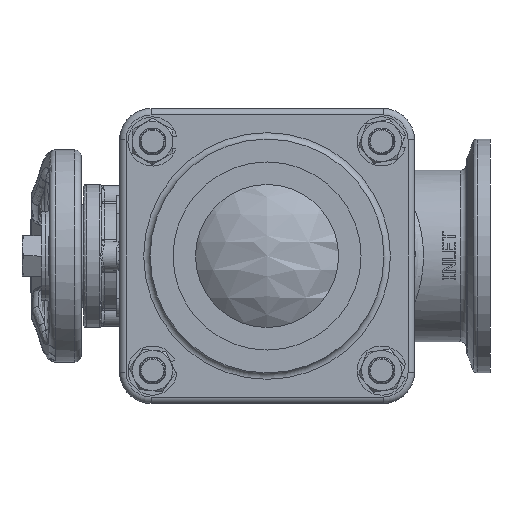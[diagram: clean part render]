
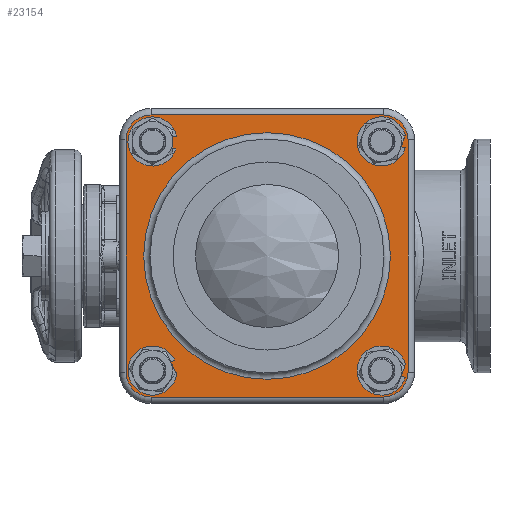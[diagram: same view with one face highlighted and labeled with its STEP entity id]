
A CAD part, left-side view. The second image highlights one B-rep face of the part: STEP entity #23154.
In plain terms, the highlighted face is planar.
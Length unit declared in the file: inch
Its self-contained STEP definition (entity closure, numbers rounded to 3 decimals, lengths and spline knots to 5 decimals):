
#529=FACE_BOUND('',#3678,.T.);
#530=FACE_BOUND('',#3679,.T.);
#531=FACE_BOUND('',#3680,.T.);
#532=FACE_BOUND('',#3681,.T.);
#533=FACE_BOUND('',#3682,.T.);
#1179=CIRCLE('',#25293,0.219);
#1184=CIRCLE('',#25300,0.219);
#1216=CIRCLE('',#25348,1.725);
#1217=CIRCLE('',#25350,0.35);
#1218=CIRCLE('',#25351,0.35);
#1219=CIRCLE('',#25352,0.35);
#1220=CIRCLE('',#25353,0.35);
#1221=CIRCLE('',#25354,0.219);
#1222=CIRCLE('',#25355,0.219);
#2288=FACE_OUTER_BOUND('',#3677,.T.);
#3677=EDGE_LOOP('',(#16889,#16890,#16891,#16892,#16893,#16894,#16895,#16896));
#3678=EDGE_LOOP('',(#16897));
#3679=EDGE_LOOP('',(#16898));
#3680=EDGE_LOOP('',(#16899));
#3681=EDGE_LOOP('',(#16900));
#3682=EDGE_LOOP('',(#16901));
#5713=LINE('',#36658,#7735);
#5714=LINE('',#36662,#7736);
#5715=LINE('',#36666,#7737);
#5716=LINE('',#36670,#7738);
#7735=VECTOR('',#28663,0.3937);
#7736=VECTOR('',#28666,0.3937);
#7737=VECTOR('',#28669,0.3937);
#7738=VECTOR('',#28672,0.3937);
#9902=VERTEX_POINT('',#36550);
#9908=VERTEX_POINT('',#36567);
#9934=VERTEX_POINT('',#36652);
#9935=VERTEX_POINT('',#36656);
#9936=VERTEX_POINT('',#36657);
#9937=VERTEX_POINT('',#36659);
#9938=VERTEX_POINT('',#36661);
#9939=VERTEX_POINT('',#36663);
#9940=VERTEX_POINT('',#36665);
#9941=VERTEX_POINT('',#36667);
#9942=VERTEX_POINT('',#36669);
#9943=VERTEX_POINT('',#36672);
#9944=VERTEX_POINT('',#36674);
#12465=EDGE_CURVE('',#9902,#9902,#1179,.T.);
#12474=EDGE_CURVE('',#9908,#9908,#1184,.T.);
#12517=EDGE_CURVE('',#9934,#9934,#1216,.T.);
#12518=EDGE_CURVE('',#9935,#9936,#5713,.T.);
#12519=EDGE_CURVE('',#9937,#9935,#1217,.T.);
#12520=EDGE_CURVE('',#9938,#9937,#5714,.T.);
#12521=EDGE_CURVE('',#9939,#9938,#1218,.T.);
#12522=EDGE_CURVE('',#9940,#9939,#5715,.T.);
#12523=EDGE_CURVE('',#9941,#9940,#1219,.T.);
#12524=EDGE_CURVE('',#9942,#9941,#5716,.T.);
#12525=EDGE_CURVE('',#9936,#9942,#1220,.T.);
#12526=EDGE_CURVE('',#9943,#9943,#1221,.T.);
#12527=EDGE_CURVE('',#9944,#9944,#1222,.T.);
#16889=ORIENTED_EDGE('',*,*,#12518,.F.);
#16890=ORIENTED_EDGE('',*,*,#12519,.F.);
#16891=ORIENTED_EDGE('',*,*,#12520,.F.);
#16892=ORIENTED_EDGE('',*,*,#12521,.F.);
#16893=ORIENTED_EDGE('',*,*,#12522,.F.);
#16894=ORIENTED_EDGE('',*,*,#12523,.F.);
#16895=ORIENTED_EDGE('',*,*,#12524,.F.);
#16896=ORIENTED_EDGE('',*,*,#12525,.F.);
#16897=ORIENTED_EDGE('',*,*,#12526,.T.);
#16898=ORIENTED_EDGE('',*,*,#12465,.T.);
#16899=ORIENTED_EDGE('',*,*,#12474,.T.);
#16900=ORIENTED_EDGE('',*,*,#12527,.T.);
#16901=ORIENTED_EDGE('',*,*,#12517,.F.);
#22261=PLANE('',#25349);
#23154=ADVANCED_FACE('',(#2288,#529,#530,#531,#532,#533),#22261,.T.);
#25293=AXIS2_PLACEMENT_3D('',#36552,#28534,#28535);
#25300=AXIS2_PLACEMENT_3D('',#36569,#28552,#28553);
#25348=AXIS2_PLACEMENT_3D('',#36654,#28659,#28660);
#25349=AXIS2_PLACEMENT_3D('',#36655,#28661,#28662);
#25350=AXIS2_PLACEMENT_3D('',#36660,#28664,#28665);
#25351=AXIS2_PLACEMENT_3D('',#36664,#28667,#28668);
#25352=AXIS2_PLACEMENT_3D('',#36668,#28670,#28671);
#25353=AXIS2_PLACEMENT_3D('',#36671,#28673,#28674);
#25354=AXIS2_PLACEMENT_3D('',#36673,#28675,#28676);
#25355=AXIS2_PLACEMENT_3D('',#36675,#28677,#28678);
#28534=DIRECTION('center_axis',(0.,-1.,0.));
#28535=DIRECTION('ref_axis',(1.,0.,0.));
#28552=DIRECTION('center_axis',(0.,-1.,0.));
#28553=DIRECTION('ref_axis',(1.,0.,0.));
#28659=DIRECTION('center_axis',(0.,1.,0.));
#28660=DIRECTION('ref_axis',(1.,0.,0.));
#28661=DIRECTION('center_axis',(0.,1.,0.));
#28662=DIRECTION('ref_axis',(0.,0.,1.));
#28663=DIRECTION('',(0.,0.,-1.));
#28664=DIRECTION('center_axis',(0.,-1.,0.));
#28665=DIRECTION('ref_axis',(-0.707,0.,0.707));
#28666=DIRECTION('',(-1.,0.,0.));
#28667=DIRECTION('center_axis',(0.,-1.,0.));
#28668=DIRECTION('ref_axis',(0.707,0.,0.707));
#28669=DIRECTION('',(0.,0.,1.));
#28670=DIRECTION('center_axis',(0.,-1.,0.));
#28671=DIRECTION('ref_axis',(0.707,0.,-0.707));
#28672=DIRECTION('',(1.,0.,0.));
#28673=DIRECTION('center_axis',(0.,-1.,0.));
#28674=DIRECTION('ref_axis',(-0.707,0.,-0.707));
#28675=DIRECTION('center_axis',(0.,-1.,0.));
#28676=DIRECTION('ref_axis',(1.,0.,0.));
#28677=DIRECTION('center_axis',(0.,-1.,0.));
#28678=DIRECTION('ref_axis',(1.,0.,0.));
#36550=CARTESIAN_POINT('',(-1.82095,0.72,-1.60195));
#36552=CARTESIAN_POINT('Origin',(-1.60195,0.72,-1.60195));
#36567=CARTESIAN_POINT('',(-1.82095,0.72,1.60195));
#36569=CARTESIAN_POINT('Origin',(-1.60195,0.72,1.60195));
#36652=CARTESIAN_POINT('',(0.,0.72,1.725));
#36654=CARTESIAN_POINT('Origin',(0.,0.72,0.));
#36655=CARTESIAN_POINT('Origin',(0.,0.72,0.));
#36656=CARTESIAN_POINT('',(-1.9725,0.72,1.6225));
#36657=CARTESIAN_POINT('',(-1.9725,0.72,-1.6225));
#36658=CARTESIAN_POINT('',(-1.9725,0.72,1.03125));
#36659=CARTESIAN_POINT('',(-1.6225,0.72,1.9725));
#36660=CARTESIAN_POINT('Origin',(-1.6225,0.72,1.6225));
#36661=CARTESIAN_POINT('',(1.6225,0.72,1.9725));
#36662=CARTESIAN_POINT('',(1.03125,0.72,1.9725));
#36663=CARTESIAN_POINT('',(1.9725,0.72,1.6225));
#36664=CARTESIAN_POINT('Origin',(1.6225,0.72,1.6225));
#36665=CARTESIAN_POINT('',(1.9725,0.72,-1.6225));
#36666=CARTESIAN_POINT('',(1.9725,0.72,-1.03125));
#36667=CARTESIAN_POINT('',(1.6225,0.72,-1.9725));
#36668=CARTESIAN_POINT('Origin',(1.6225,0.72,-1.6225));
#36669=CARTESIAN_POINT('',(-1.6225,0.72,-1.9725));
#36670=CARTESIAN_POINT('',(-1.03125,0.72,-1.9725));
#36671=CARTESIAN_POINT('Origin',(-1.6225,0.72,-1.6225));
#36672=CARTESIAN_POINT('',(1.38295,0.72,-1.60195));
#36673=CARTESIAN_POINT('Origin',(1.60195,0.72,-1.60195));
#36674=CARTESIAN_POINT('',(1.38295,0.72,1.60195));
#36675=CARTESIAN_POINT('Origin',(1.60195,0.72,1.60195));
